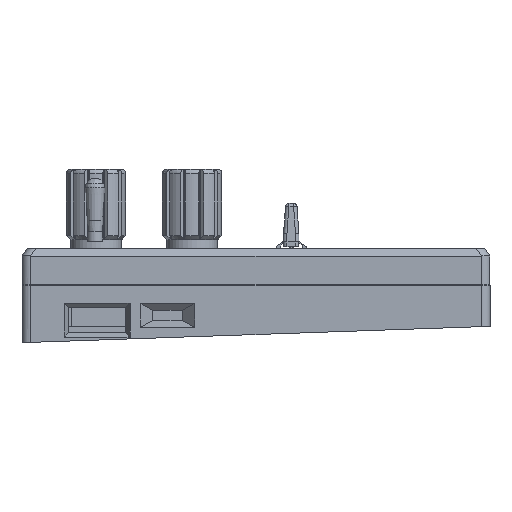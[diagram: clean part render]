
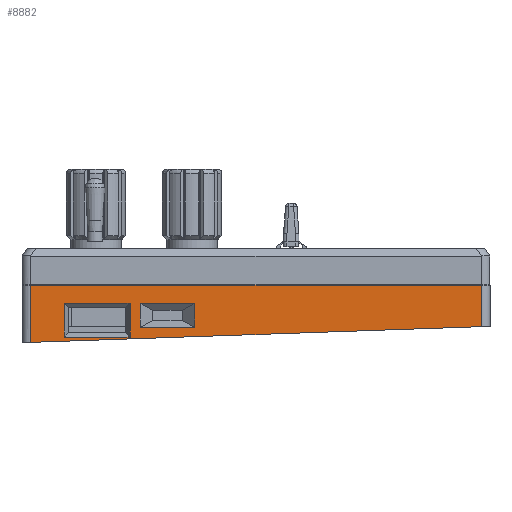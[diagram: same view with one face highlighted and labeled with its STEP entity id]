
A CAD part, left-side view. The second image highlights one B-rep face of the part: STEP entity #8882.
In plain terms, the highlighted planar face has unit normal (-1, 0, 0).
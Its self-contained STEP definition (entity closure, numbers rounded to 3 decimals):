
#487=FACE_BOUND('',#1545,.T.);
#488=FACE_BOUND('',#1546,.T.);
#1011=FACE_OUTER_BOUND('',#1544,.T.);
#1544=EDGE_LOOP('',(#7108,#7109,#7110,#7111));
#1545=EDGE_LOOP('',(#7112,#7113,#7114,#7115));
#1546=EDGE_LOOP('',(#7116,#7117,#7118,#7119));
#2341=LINE('',#14008,#3212);
#2342=LINE('',#14012,#3213);
#2343=LINE('',#14014,#3214);
#2344=LINE('',#14015,#3215);
#2345=LINE('',#14018,#3216);
#2346=LINE('',#14020,#3217);
#2347=LINE('',#14022,#3218);
#2348=LINE('',#14023,#3219);
#2349=LINE('',#14026,#3220);
#2350=LINE('',#14028,#3221);
#2351=LINE('',#14030,#3222);
#2352=LINE('',#14031,#3223);
#3212=VECTOR('',#11442,10.);
#3213=VECTOR('',#11447,10.);
#3214=VECTOR('',#11448,10.);
#3215=VECTOR('',#11449,10.);
#3216=VECTOR('',#11450,10.);
#3217=VECTOR('',#11451,10.);
#3218=VECTOR('',#11452,10.);
#3219=VECTOR('',#11453,10.);
#3220=VECTOR('',#11454,10.);
#3221=VECTOR('',#11455,10.);
#3222=VECTOR('',#11456,10.);
#3223=VECTOR('',#11457,10.);
#4027=VERTEX_POINT('',#14005);
#4028=VERTEX_POINT('',#14007);
#4029=VERTEX_POINT('',#14011);
#4030=VERTEX_POINT('',#14013);
#4031=VERTEX_POINT('',#14016);
#4032=VERTEX_POINT('',#14017);
#4033=VERTEX_POINT('',#14019);
#4034=VERTEX_POINT('',#14021);
#4035=VERTEX_POINT('',#14024);
#4036=VERTEX_POINT('',#14025);
#4037=VERTEX_POINT('',#14027);
#4038=VERTEX_POINT('',#14029);
#5125=EDGE_CURVE('',#4027,#4028,#2341,.T.);
#5127=EDGE_CURVE('',#4027,#4029,#2342,.T.);
#5128=EDGE_CURVE('',#4030,#4029,#2343,.T.);
#5129=EDGE_CURVE('',#4028,#4030,#2344,.T.);
#5130=EDGE_CURVE('',#4031,#4032,#2345,.T.);
#5131=EDGE_CURVE('',#4033,#4031,#2346,.T.);
#5132=EDGE_CURVE('',#4034,#4033,#2347,.T.);
#5133=EDGE_CURVE('',#4032,#4034,#2348,.T.);
#5134=EDGE_CURVE('',#4035,#4036,#2349,.T.);
#5135=EDGE_CURVE('',#4037,#4035,#2350,.T.);
#5136=EDGE_CURVE('',#4038,#4037,#2351,.T.);
#5137=EDGE_CURVE('',#4036,#4038,#2352,.T.);
#7108=ORIENTED_EDGE('',*,*,#5125,.F.);
#7109=ORIENTED_EDGE('',*,*,#5127,.T.);
#7110=ORIENTED_EDGE('',*,*,#5128,.F.);
#7111=ORIENTED_EDGE('',*,*,#5129,.F.);
#7112=ORIENTED_EDGE('',*,*,#5130,.F.);
#7113=ORIENTED_EDGE('',*,*,#5131,.F.);
#7114=ORIENTED_EDGE('',*,*,#5132,.F.);
#7115=ORIENTED_EDGE('',*,*,#5133,.F.);
#7116=ORIENTED_EDGE('',*,*,#5134,.F.);
#7117=ORIENTED_EDGE('',*,*,#5135,.F.);
#7118=ORIENTED_EDGE('',*,*,#5136,.F.);
#7119=ORIENTED_EDGE('',*,*,#5137,.F.);
#8486=PLANE('',#9662);
#8882=ADVANCED_FACE('',(#1011,#487,#488),#8486,.F.);
#9662=AXIS2_PLACEMENT_3D('',#14010,#11445,#11446);
#11442=DIRECTION('',(0.,0.,1.));
#11445=DIRECTION('center_axis',(1.,0.,0.));
#11446=DIRECTION('ref_axis',(0.,0.,-1.));
#11447=DIRECTION('',(0.,-0.999,0.035));
#11448=DIRECTION('',(0.,0.,-1.));
#11449=DIRECTION('',(0.,-1.,0.));
#11450=DIRECTION('',(0.,0.,1.));
#11451=DIRECTION('',(0.,-1.,0.));
#11452=DIRECTION('',(0.,0.,-1.));
#11453=DIRECTION('',(0.,1.,0.));
#11454=DIRECTION('',(0.,-1.,0.));
#11455=DIRECTION('',(0.,0.,-1.));
#11456=DIRECTION('',(0.,1.,0.));
#11457=DIRECTION('',(0.,0.,1.));
#14005=CARTESIAN_POINT('',(260.,87.6,-8.93));
#14007=CARTESIAN_POINT('',(260.,87.6,4.5));
#14008=CARTESIAN_POINT('',(260.,87.6,-9.));
#14010=CARTESIAN_POINT('Origin',(260.,89.1,-9.));
#14011=CARTESIAN_POINT('',(260.,-18.,-5.243));
#14012=CARTESIAN_POINT('',(260.,89.35,-8.991));
#14013=CARTESIAN_POINT('',(260.,-18.,4.5));
#14014=CARTESIAN_POINT('',(260.,-18.,-9.));
#14015=CARTESIAN_POINT('',(260.,-19.,4.5));
#14016=CARTESIAN_POINT('',(260.,49.121,-5.4));
#14017=CARTESIAN_POINT('',(260.,49.121,0.2));
#14018=CARTESIAN_POINT('',(260.,49.121,-5.2));
#14019=CARTESIAN_POINT('',(260.,61.934,-5.4));
#14020=CARTESIAN_POINT('',(260.,70.611,-5.4));
#14021=CARTESIAN_POINT('',(260.,61.934,0.2));
#14022=CARTESIAN_POINT('',(260.,61.934,-6.4));
#14023=CARTESIAN_POINT('',(260.,74.017,0.2));
#14024=CARTESIAN_POINT('',(260.,79.7,-7.7));
#14025=CARTESIAN_POINT('',(260.,64.3,-7.7));
#14026=CARTESIAN_POINT('',(260.,77.2,-7.7));
#14027=CARTESIAN_POINT('',(260.,79.7,0.2));
#14028=CARTESIAN_POINT('',(260.,79.7,-7.85));
#14029=CARTESIAN_POINT('',(260.,64.3,0.2));
#14030=CARTESIAN_POINT('',(260.,83.9,0.2));
#14031=CARTESIAN_POINT('',(260.,64.3,-4.9));
